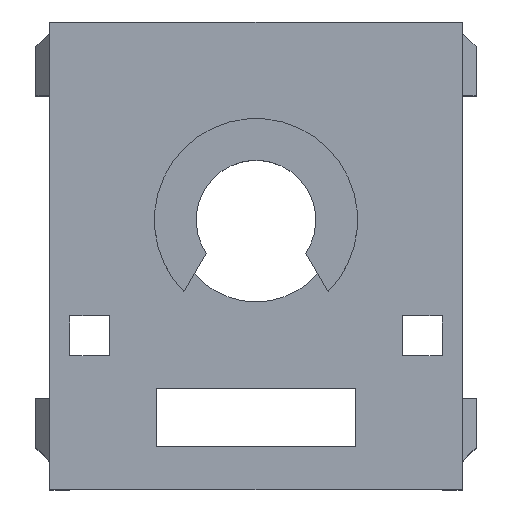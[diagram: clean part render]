
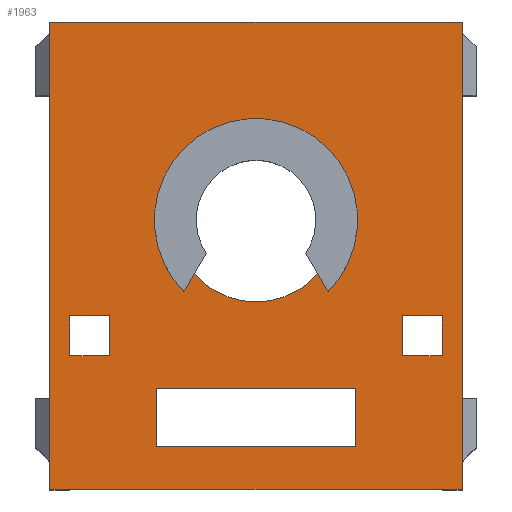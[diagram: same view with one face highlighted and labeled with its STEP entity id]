
A CAD part, top view. The second image highlights one B-rep face of the part: STEP entity #1963.
In plain terms, the highlighted planar face has unit normal (0, 0, 1).
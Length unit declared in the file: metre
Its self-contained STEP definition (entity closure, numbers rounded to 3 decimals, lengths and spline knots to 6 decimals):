
#18=CIRCLE('',#2094,0.0082);
#166=ORIENTED_EDGE('',*,*,#712,.F.);
#167=ORIENTED_EDGE('',*,*,#713,.F.);
#168=ORIENTED_EDGE('',*,*,#714,.T.);
#169=ORIENTED_EDGE('',*,*,#715,.T.);
#170=ORIENTED_EDGE('',*,*,#716,.T.);
#171=ORIENTED_EDGE('',*,*,#677,.T.);
#172=ORIENTED_EDGE('',*,*,#717,.F.);
#173=ORIENTED_EDGE('',*,*,#686,.F.);
#174=ORIENTED_EDGE('',*,*,#718,.F.);
#175=ORIENTED_EDGE('',*,*,#719,.T.);
#176=ORIENTED_EDGE('',*,*,#720,.T.);
#177=ORIENTED_EDGE('',*,*,#721,.F.);
#178=ORIENTED_EDGE('',*,*,#722,.F.);
#179=ORIENTED_EDGE('',*,*,#723,.F.);
#180=ORIENTED_EDGE('',*,*,#724,.T.);
#181=ORIENTED_EDGE('',*,*,#725,.T.);
#182=ORIENTED_EDGE('',*,*,#726,.F.);
#677=EDGE_CURVE('',#954,#953,#1149,.T.);
#686=EDGE_CURVE('',#962,#963,#1158,.T.);
#712=EDGE_CURVE('',#986,#987,#1184,.T.);
#713=EDGE_CURVE('',#988,#986,#1185,.T.);
#714=EDGE_CURVE('',#988,#989,#1186,.T.);
#715=EDGE_CURVE('',#989,#987,#1187,.T.);
#716=EDGE_CURVE('',#962,#954,#1188,.T.);
#717=EDGE_CURVE('',#963,#953,#1189,.T.);
#718=EDGE_CURVE('',#990,#990,#18,.T.);
#719=EDGE_CURVE('',#991,#992,#1190,.T.);
#720=EDGE_CURVE('',#992,#993,#1191,.T.);
#721=EDGE_CURVE('',#994,#993,#1192,.T.);
#722=EDGE_CURVE('',#991,#994,#1193,.T.);
#723=EDGE_CURVE('',#995,#996,#1194,.T.);
#724=EDGE_CURVE('',#995,#997,#1195,.T.);
#725=EDGE_CURVE('',#997,#998,#1196,.T.);
#726=EDGE_CURVE('',#996,#998,#1197,.T.);
#953=VERTEX_POINT('',#2827);
#954=VERTEX_POINT('',#2829);
#962=VERTEX_POINT('',#2846);
#963=VERTEX_POINT('',#2848);
#986=VERTEX_POINT('',#2899);
#987=VERTEX_POINT('',#2900);
#988=VERTEX_POINT('',#2902);
#989=VERTEX_POINT('',#2904);
#990=VERTEX_POINT('',#2909);
#991=VERTEX_POINT('',#2911);
#992=VERTEX_POINT('',#2912);
#993=VERTEX_POINT('',#2914);
#994=VERTEX_POINT('',#2916);
#995=VERTEX_POINT('',#2919);
#996=VERTEX_POINT('',#2920);
#997=VERTEX_POINT('',#2922);
#998=VERTEX_POINT('',#2924);
#1149=LINE('',#2828,#1381);
#1158=LINE('',#2847,#1390);
#1184=LINE('',#2898,#1416);
#1185=LINE('',#2901,#1417);
#1186=LINE('',#2903,#1418);
#1187=LINE('',#2905,#1419);
#1188=LINE('',#2906,#1420);
#1189=LINE('',#2907,#1421);
#1190=LINE('',#2910,#1422);
#1191=LINE('',#2913,#1423);
#1192=LINE('',#2915,#1424);
#1193=LINE('',#2917,#1425);
#1194=LINE('',#2918,#1426);
#1195=LINE('',#2921,#1427);
#1196=LINE('',#2923,#1428);
#1197=LINE('',#2925,#1429);
#1381=VECTOR('',#2281,1.);
#1390=VECTOR('',#2292,1.);
#1416=VECTOR('',#2322,1.);
#1417=VECTOR('',#2323,1.);
#1418=VECTOR('',#2324,1.);
#1419=VECTOR('',#2325,1.);
#1420=VECTOR('',#2326,1.);
#1421=VECTOR('',#2327,1.);
#1422=VECTOR('',#2330,1.);
#1423=VECTOR('',#2331,1.);
#1424=VECTOR('',#2332,1.);
#1425=VECTOR('',#2333,1.);
#1426=VECTOR('',#2334,1.);
#1427=VECTOR('',#2335,1.);
#1428=VECTOR('',#2336,1.);
#1429=VECTOR('',#2337,1.);
#1595=EDGE_LOOP('',(#166,#167,#168,#169));
#1596=EDGE_LOOP('',(#170,#171,#172,#173));
#1597=EDGE_LOOP('',(#174));
#1598=EDGE_LOOP('',(#175,#176,#177,#178));
#1599=EDGE_LOOP('',(#179,#180,#181,#182));
#1741=FACE_BOUND('',#1595,.T.);
#1742=FACE_BOUND('',#1596,.T.);
#1743=FACE_BOUND('',#1597,.T.);
#1744=FACE_BOUND('',#1598,.T.);
#1745=FACE_BOUND('',#1599,.T.);
#1885=PLANE('',#2093);
#1963=ADVANCED_FACE('',(#1741,#1742,#1743,#1744,#1745),#1885,.T.);
#2093=AXIS2_PLACEMENT_3D('',#2897,#2320,#2321);
#2094=AXIS2_PLACEMENT_3D('',#2908,#2328,#2329);
#2281=DIRECTION('',(0.,1.,0.));
#2292=DIRECTION('',(0.,1.,0.));
#2320=DIRECTION('',(0.,0.,1.));
#2321=DIRECTION('',(1.,0.,0.));
#2322=DIRECTION('',(0.,1.,0.));
#2323=DIRECTION('',(1.,0.,0.));
#2324=DIRECTION('',(0.,1.,0.));
#2325=DIRECTION('',(1.,0.,0.));
#2326=DIRECTION('',(1.,0.,0.));
#2327=DIRECTION('',(1.,0.,0.));
#2328=DIRECTION('',(0.,0.,1.));
#2329=DIRECTION('',(1.,0.,0.));
#2330=DIRECTION('',(0.,1.,0.));
#2331=DIRECTION('',(1.,0.,0.));
#2332=DIRECTION('',(0.,1.,0.));
#2333=DIRECTION('',(1.,0.,0.));
#2334=DIRECTION('',(1.,0.,0.));
#2335=DIRECTION('',(0.,1.,0.));
#2336=DIRECTION('',(1.,0.,0.));
#2337=DIRECTION('',(0.,1.,0.));
#2827=CARTESIAN_POINT('',(0.0207,0.0449,0.018));
#2828=CARTESIAN_POINT('',(0.0207,-0.002,0.018));
#2829=CARTESIAN_POINT('',(0.0207,-0.002,0.018));
#2846=CARTESIAN_POINT('',(-0.0207,-0.002,0.018));
#2847=CARTESIAN_POINT('',(-0.0207,-0.002,0.018));
#2848=CARTESIAN_POINT('',(-0.0207,0.0449,0.018));
#2897=CARTESIAN_POINT('',(0.,-0.002,0.018));
#2898=CARTESIAN_POINT('',(0.0187,0.0134,0.018));
#2899=CARTESIAN_POINT('',(0.0187,0.0114,0.018));
#2900=CARTESIAN_POINT('',(0.0187,0.0154,0.018));
#2901=CARTESIAN_POINT('',(0.0167,0.0114,0.018));
#2902=CARTESIAN_POINT('',(0.0147,0.0114,0.018));
#2903=CARTESIAN_POINT('',(0.0147,0.0134,0.018));
#2904=CARTESIAN_POINT('',(0.0147,0.0154,0.018));
#2905=CARTESIAN_POINT('',(0.0167,0.0154,0.018));
#2906=CARTESIAN_POINT('',(0.,-0.002,0.018));
#2907=CARTESIAN_POINT('',(0.,0.0449,0.018));
#2908=CARTESIAN_POINT('',(0.,0.025,0.018));
#2909=CARTESIAN_POINT('',(0.0082,0.025,0.018));
#2910=CARTESIAN_POINT('',(-0.01,-0.002,0.018));
#2911=CARTESIAN_POINT('',(-0.01,0.00225,0.018));
#2912=CARTESIAN_POINT('',(-0.01,0.00815,0.018));
#2913=CARTESIAN_POINT('',(0.,0.00815,0.018));
#2914=CARTESIAN_POINT('',(0.01,0.00815,0.018));
#2915=CARTESIAN_POINT('',(0.01,-0.002,0.018));
#2916=CARTESIAN_POINT('',(0.01,0.00225,0.018));
#2917=CARTESIAN_POINT('',(0.,0.00225,0.018));
#2918=CARTESIAN_POINT('',(-0.0167,0.0114,0.018));
#2919=CARTESIAN_POINT('',(-0.0187,0.0114,0.018));
#2920=CARTESIAN_POINT('',(-0.0147,0.0114,0.018));
#2921=CARTESIAN_POINT('',(-0.0187,0.0134,0.018));
#2922=CARTESIAN_POINT('',(-0.0187,0.0154,0.018));
#2923=CARTESIAN_POINT('',(-0.0167,0.0154,0.018));
#2924=CARTESIAN_POINT('',(-0.0147,0.0154,0.018));
#2925=CARTESIAN_POINT('',(-0.0147,0.0134,0.018));
